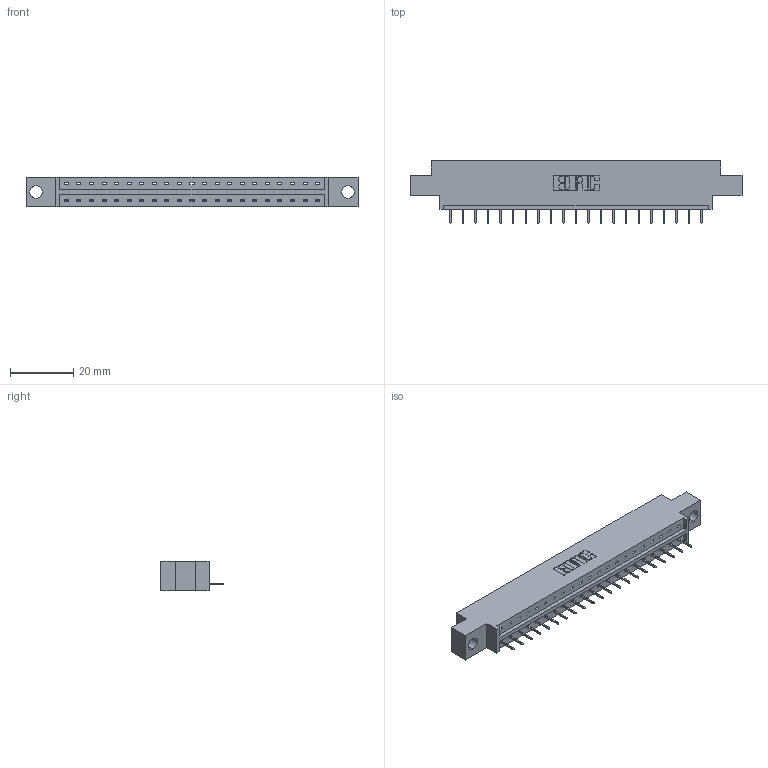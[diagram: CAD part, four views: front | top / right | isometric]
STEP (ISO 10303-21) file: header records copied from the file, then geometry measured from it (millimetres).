
FILE_DESCRIPTION (( 'STEP AP203' ), '1' );
FILE_NAME ('333-021-524-604.STEP', '2018-08-02T01:05:13', ( '' ), ( '' ), 'SwSTEP 2.0', 'SolidWorks 2016', '' );
FILE_SCHEMA (( 'CONFIG_CONTROL_DESIGN' ));
Length unit declared in the file: inch
Products named in the file (3): 333 Part_Offset - .156 Dia - TH; 345-292-001_345-293-124; 333-021-524-604
Assembly tree (22 placements, depth 2):
  333-021-524-604
    333 Part_Offset - .156 Dia - TH
    345-292-001_345-293-124  x21
Bounding box: 104.75 x 19.69 x 9.4 mm (x, y, z)
Volume: 9961.6 mm3; surface area: 10349 mm2
Topology: 22 solids, 22 shells, 1420 faces, 4103 edges, 2650 vertices
Faces by surface type: plane 1082, cylinder 338
Entity records: 15763 total; most frequent: CARTESIAN_POINT 2729, ORIENTED_EDGE 2686, DIRECTION 2345, EDGE_CURVE 1343, VECTOR 1219, LINE 1219, VERTEX_POINT 890, AXIS2_PLACEMENT_3D 563
